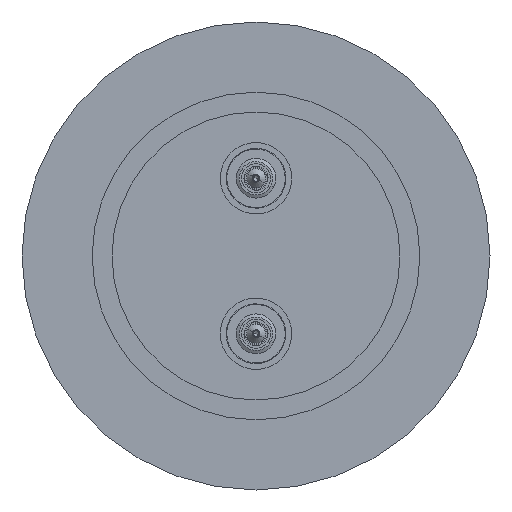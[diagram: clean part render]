
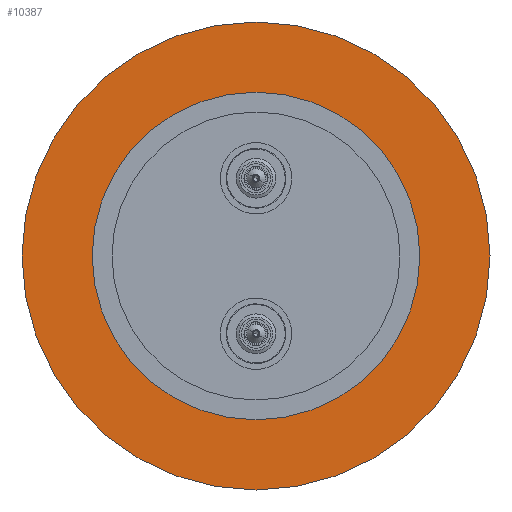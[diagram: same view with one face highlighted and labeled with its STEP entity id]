
A CAD part, front view. The second image highlights one B-rep face of the part: STEP entity #10387.
In plain terms, the highlighted planar face has unit normal (0, -1, 0).
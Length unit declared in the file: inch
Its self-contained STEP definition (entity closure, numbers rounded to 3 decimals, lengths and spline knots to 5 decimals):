
#277 = EDGE_CURVE ( 'NONE', #3682, #3618, #10640, .T. ) ;
#280 = EDGE_CURVE ( 'NONE', #3631, #3614, #10606, .T. ) ;
#2639 = CARTESIAN_POINT ( 'NONE',  ( 0., -0.1, -0.00629 ) ) ;
#2640 = DIRECTION ( 'NONE',  ( 0., 1., 0. ) ) ;
#2641 = DIRECTION ( 'NONE',  ( 0., 0., -1. ) ) ;
#2648 = CARTESIAN_POINT ( 'NONE',  ( 0., -0.1, -0.00629 ) ) ;
#2649 = DIRECTION ( 'NONE',  ( 0., 1., 0. ) ) ;
#2650 = DIRECTION ( 'NONE',  ( 0., 0., -1. ) ) ;
#2806 = EDGE_CURVE ( 'NONE', #3614, #3631, #10996, .T. ) ;
#2807 = EDGE_CURVE ( 'NONE', #3618, #3682, #10998, .T. ) ;
#3614 = VERTEX_POINT ( 'NONE', #8232 ) ;
#3618 = VERTEX_POINT ( 'NONE', #8244 ) ;
#3631 = VERTEX_POINT ( 'NONE', #8257 ) ;
#3682 = VERTEX_POINT ( 'NONE', #8354 ) ;
#4631 = ORIENTED_EDGE ( 'NONE', *, *, #280, .T. ) ;
#4632 = ORIENTED_EDGE ( 'NONE', *, *, #2806, .T. ) ;
#6049 = CARTESIAN_POINT ( 'NONE',  ( 0., -0.1, -0.00629 ) ) ;
#6053 = FACE_BOUND ( 'NONE', #8658, .T. ) ;
#6054 = FACE_OUTER_BOUND ( 'NONE', #8484, .T. ) ;
#6055 = PLANE ( 'NONE',  #11567 ) ;
#6057 = DIRECTION ( 'NONE',  ( 0., -1., 0. ) ) ;
#6058 = DIRECTION ( 'NONE',  ( 0., 0., 1. ) ) ;
#7775 = CARTESIAN_POINT ( 'NONE',  ( 0., -0.1, -0.00629 ) ) ;
#7776 = DIRECTION ( 'NONE',  ( 0., 1., 0. ) ) ;
#7777 = DIRECTION ( 'NONE',  ( 0., 0., -1. ) ) ;
#7778 = CARTESIAN_POINT ( 'NONE',  ( 0., -0.1, -0.00629 ) ) ;
#7779 = DIRECTION ( 'NONE',  ( 0., 1., 0. ) ) ;
#7780 = DIRECTION ( 'NONE',  ( 0., 0., -1. ) ) ;
#8232 = CARTESIAN_POINT ( 'NONE',  ( 0., -0.1, -1.03879 ) ) ;
#8244 = CARTESIAN_POINT ( 'NONE',  ( 0., -0.1, 1.46871 ) ) ;
#8257 = CARTESIAN_POINT ( 'NONE',  ( 0., -0.1, 1.02621 ) ) ;
#8354 = CARTESIAN_POINT ( 'NONE',  ( 0., -0.1, -1.48129 ) ) ;
#8484 = EDGE_LOOP ( 'NONE', ( #11763, #8733 ) ) ;
#8658 = EDGE_LOOP ( 'NONE', ( #4632, #4631 ) ) ;
#8733 = ORIENTED_EDGE ( 'NONE', *, *, #2807, .F. ) ;
#10387 = ADVANCED_FACE ( 'NONE', ( #6053, #6054 ), #6055, .T. ) ;
#10588 = AXIS2_PLACEMENT_3D ( 'NONE', #2648, #2649, #2650 ) ;
#10595 = AXIS2_PLACEMENT_3D ( 'NONE', #2639, #2640, #2641 ) ;
#10606 = CIRCLE ( 'NONE', #10588, 1.0325 ) ;
#10640 = CIRCLE ( 'NONE', #10595, 1.475 ) ;
#10996 = CIRCLE ( 'NONE', #10999, 1.0325 ) ;
#10998 = CIRCLE ( 'NONE', #11001, 1.475 ) ;
#10999 = AXIS2_PLACEMENT_3D ( 'NONE', #7775, #7776, #7777 ) ;
#11001 = AXIS2_PLACEMENT_3D ( 'NONE', #7778, #7779, #7780 ) ;
#11567 = AXIS2_PLACEMENT_3D ( 'NONE', #6049, #6057, #6058 ) ;
#11763 = ORIENTED_EDGE ( 'NONE', *, *, #277, .F. ) ;
